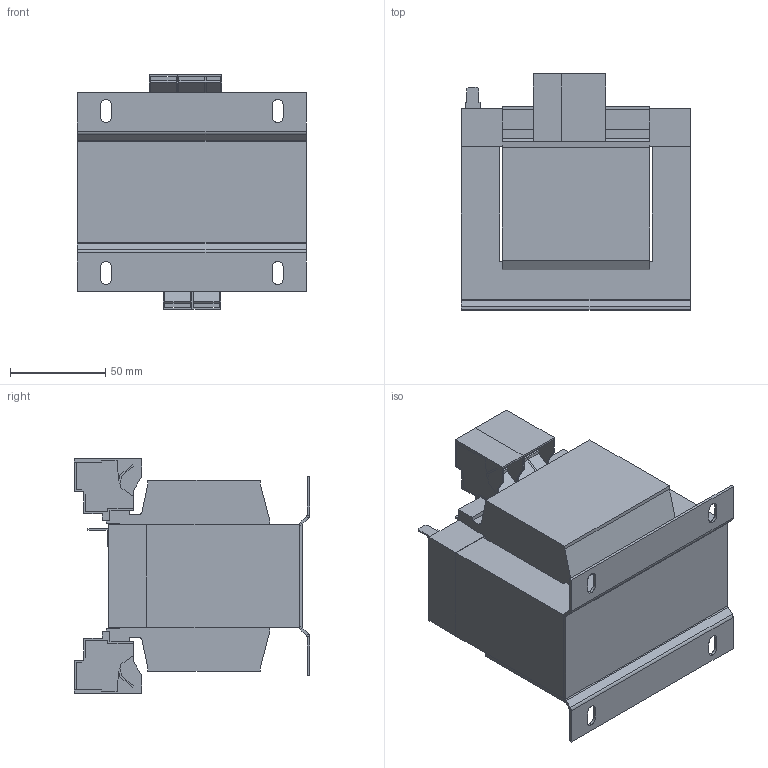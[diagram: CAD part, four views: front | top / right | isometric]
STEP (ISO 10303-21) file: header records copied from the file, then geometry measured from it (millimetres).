
FILE_DESCRIPTION (( 'STEP AP214' ), '1' );
FILE_NAME ('191677.STEP', '2023-08-15T11:48:03', ( '' ), ( '' ), 'SwSTEP 2.0', 'SolidWorks 2018', '' );
FILE_SCHEMA (( 'AUTOMOTIVE_DESIGN' ));
Length unit declared in the file: millimetre
Products named in the file (1): 191677
Bounding box: 120.06 x 123.62 x 123.1 mm (x, y, z)
Volume: 945848.7 mm3; surface area: 120449 mm2
Topology: 1 solids, 1 shells, 418 faces, 1194 edges, 778 vertices
Faces by surface type: plane 360, cylinder 58
Entity records: 13456 total; most frequent: CARTESIAN_POINT 2391, ORIENTED_EDGE 2388, DIRECTION 2148, EDGE_CURVE 1194, LINE 1078, VECTOR 1078, VERTEX_POINT 778, AXIS2_PLACEMENT_3D 535
